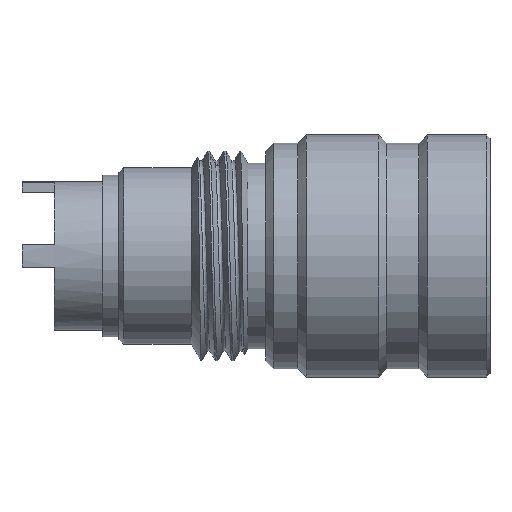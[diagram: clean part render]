
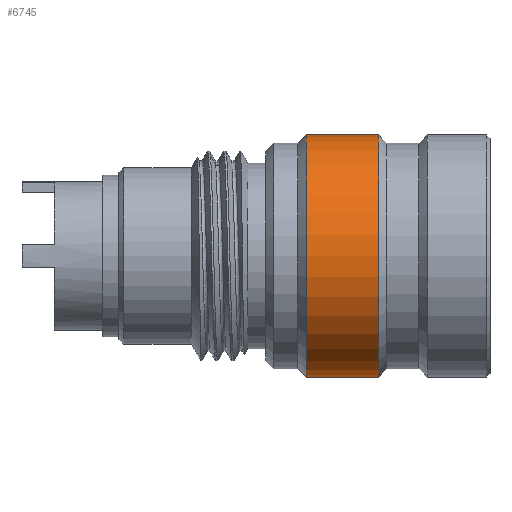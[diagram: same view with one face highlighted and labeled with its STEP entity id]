
A CAD part, top view. The second image highlights one B-rep face of the part: STEP entity #6745.
In plain terms, the highlighted cylindrical face has radius 7.5 mm (diameter 15 mm), a partial arc.
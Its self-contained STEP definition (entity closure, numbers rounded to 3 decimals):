
#1154=CARTESIAN_POINT('',(11.6,0.,0.));
#1155=DIRECTION('',(1.,0.,0.));
#1156=DIRECTION('',(0.,1.,0.));
#1157=AXIS2_PLACEMENT_3D('',#1154,#1155,#1156);
#1172=DIRECTION('',(-1.,0.,0.));
#1173=VECTOR('',#1172,4.5);
#1174=CARTESIAN_POINT('',(16.1,7.5,0.));
#1175=LINE('216',#1174,#1173);
#1176=DIRECTION('',(-1.,0.,0.));
#1177=VECTOR('',#1176,4.5);
#1178=CARTESIAN_POINT('',(16.1,-7.5,0.));
#1179=LINE('223',#1178,#1177);
#1185=CARTESIAN_POINT('',(16.1,0.,0.));
#1186=DIRECTION('',(1.,0.,0.));
#1187=DIRECTION('',(0.,1.,0.));
#1188=AXIS2_PLACEMENT_3D('',#1185,#1186,#1187);
#4773=CARTESIAN_POINT('',(16.1,7.5,0.));
#4774=VERTEX_POINT('',#4773);
#4775=CARTESIAN_POINT('',(11.6,7.5,0.));
#4776=VERTEX_POINT('',#4775);
#4791=CARTESIAN_POINT('',(16.1,-7.5,0.));
#4792=VERTEX_POINT('',#4791);
#4793=CARTESIAN_POINT('',(11.6,-7.5,0.));
#4794=VERTEX_POINT('',#4793);
#6733=CARTESIAN_POINT('',(-1.15,0.,0.));
#6734=DIRECTION('',(1.,0.,0.));
#6735=DIRECTION('',(0.,-1.,0.));
#6736=AXIS2_PLACEMENT_3D('',#6733,#6734,#6735);
#6737=CYLINDRICAL_SURFACE('42',#6736,7.5);
#6738=ORIENTED_EDGE('216',*,*,#6716,.F.);
#6740=ORIENTED_EDGE('230',*,*,#6739,.T.);
#6741=ORIENTED_EDGE('223',*,*,#6719,.T.);
#6742=ORIENTED_EDGE('231',*,*,#6676,.F.);
#6743=EDGE_LOOP('42',(#6738,#6740,#6741,#6742));
#6744=FACE_OUTER_BOUND('42',#6743,.F.);
#1158=CIRCLE('231',#1157,7.5);
#1189=CIRCLE('230',#1188,7.5);
#6676=EDGE_CURVE('231',#4776,#4794,#1158,.T.);
#6716=EDGE_CURVE('216',#4774,#4776,#1175,.T.);
#6719=EDGE_CURVE('223',#4792,#4794,#1179,.T.);
#6739=EDGE_CURVE('230',#4774,#4792,#1189,.T.);
#6745=ADVANCED_FACE('42',(#6744),#6737,.T.);
